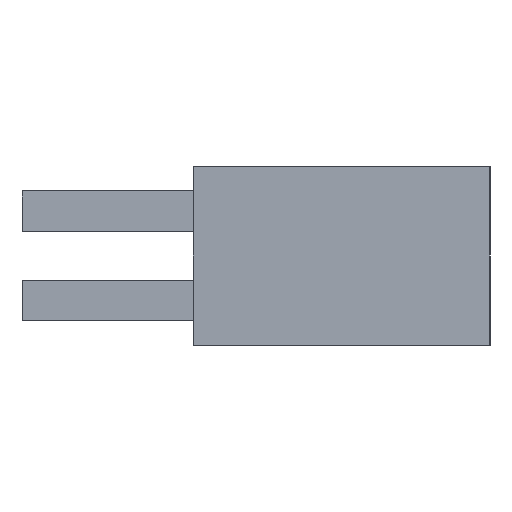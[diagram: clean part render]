
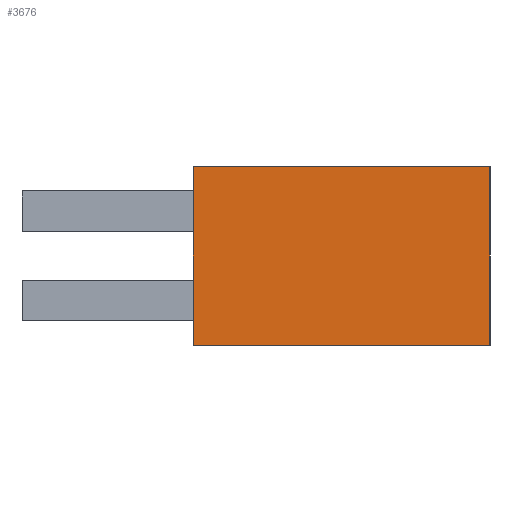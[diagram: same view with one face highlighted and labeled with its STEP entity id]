
A CAD part, left-side view. The second image highlights one B-rep face of the part: STEP entity #3676.
In plain terms, the highlighted planar face has unit normal (-1, 0, 0).
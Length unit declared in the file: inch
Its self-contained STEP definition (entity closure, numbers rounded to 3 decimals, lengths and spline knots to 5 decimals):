
#149 = LINE ( 'NONE', #4286, #2072 ) ;
#346 = DIRECTION ( 'NONE',  ( 0., 0., 1. ) ) ;
#1080 = DIRECTION ( 'NONE',  ( 0., -1., 0. ) ) ;
#1687 = VECTOR ( 'NONE', #5237, 39.37008 ) ;
#2072 = VECTOR ( 'NONE', #6862, 39.37008 ) ;
#2385 = PLANE ( 'NONE',  #11117 ) ;
#2513 = CARTESIAN_POINT ( 'NONE',  ( -1., 0., 0.1 ) ) ;
#3676 = ADVANCED_FACE ( 'NONE', ( #4306 ), #2385, .T. ) ;
#3786 = CARTESIAN_POINT ( 'NONE',  ( -1., 0.333, -0.1 ) ) ;
#4036 = LINE ( 'NONE', #11568, #1687 ) ;
#4286 = CARTESIAN_POINT ( 'NONE',  ( -1., 0., 0. ) ) ;
#4306 = FACE_OUTER_BOUND ( 'NONE', #8507, .T. ) ;
#4346 = EDGE_CURVE ( 'NONE', #10843, #11084, #4036, .T. ) ;
#4568 = EDGE_CURVE ( 'NONE', #10843, #5129, #5706, .T. ) ;
#4661 = ORIENTED_EDGE ( 'NONE', *, *, #4346, .F. ) ;
#4920 = EDGE_CURVE ( 'NONE', #11084, #10047, #149, .T. ) ;
#4995 = DIRECTION ( 'NONE',  ( -1., 0., 0. ) ) ;
#5129 = VERTEX_POINT ( 'NONE', #3786 ) ;
#5237 = DIRECTION ( 'NONE',  ( 0., -1., 0. ) ) ;
#5548 = CARTESIAN_POINT ( 'NONE',  ( -1., 0.333, -0.1 ) ) ;
#5706 = LINE ( 'NONE', #8435, #7796 ) ;
#6019 = EDGE_CURVE ( 'NONE', #5129, #10047, #6356, .T. ) ;
#6250 = CARTESIAN_POINT ( 'NONE',  ( -1., 0., -0.1 ) ) ;
#6356 = LINE ( 'NONE', #5548, #11133 ) ;
#6507 = CARTESIAN_POINT ( 'NONE',  ( -1., 0.333, 0.1 ) ) ;
#6862 = DIRECTION ( 'NONE',  ( 0., 0., -1. ) ) ;
#7706 = ORIENTED_EDGE ( 'NONE', *, *, #6019, .T. ) ;
#7783 = ORIENTED_EDGE ( 'NONE', *, *, #4568, .T. ) ;
#7796 = VECTOR ( 'NONE', #10206, 39.37008 ) ;
#8435 = CARTESIAN_POINT ( 'NONE',  ( -1., 0.333, 0. ) ) ;
#8507 = EDGE_LOOP ( 'NONE', ( #8729, #4661, #7783, #7706 ) ) ;
#8729 = ORIENTED_EDGE ( 'NONE', *, *, #4920, .F. ) ;
#9579 = CARTESIAN_POINT ( 'NONE',  ( -1., 0.333, 0. ) ) ;
#10047 = VERTEX_POINT ( 'NONE', #6250 ) ;
#10206 = DIRECTION ( 'NONE',  ( 0., 0., -1. ) ) ;
#10843 = VERTEX_POINT ( 'NONE', #6507 ) ;
#11084 = VERTEX_POINT ( 'NONE', #2513 ) ;
#11117 = AXIS2_PLACEMENT_3D ( 'NONE', #9579, #4995, #346 ) ;
#11133 = VECTOR ( 'NONE', #1080, 39.37008 ) ;
#11568 = CARTESIAN_POINT ( 'NONE',  ( -1., 0.333, 0.1 ) ) ;
